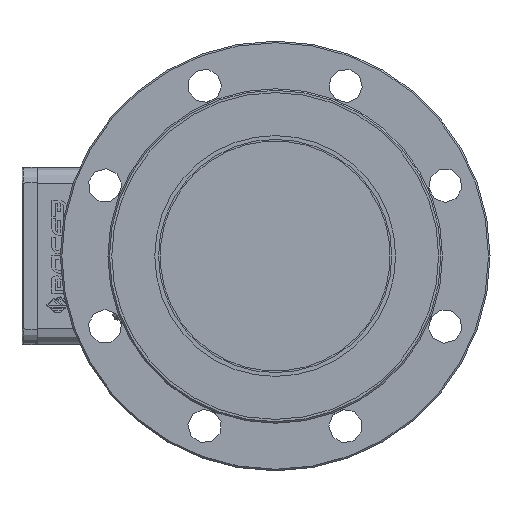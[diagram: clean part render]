
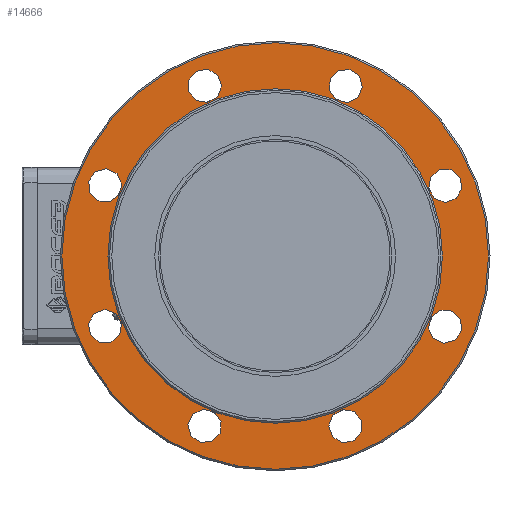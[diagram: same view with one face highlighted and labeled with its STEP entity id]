
A CAD part, left-side view. The second image highlights one B-rep face of the part: STEP entity #14666.
In plain terms, the highlighted planar face has unit normal (-1, 0, 0).
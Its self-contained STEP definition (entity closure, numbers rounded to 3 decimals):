
#136=FACE_BOUND('',#2259,.T.);
#137=FACE_BOUND('',#2260,.T.);
#138=FACE_BOUND('',#2261,.T.);
#139=FACE_BOUND('',#2262,.T.);
#140=FACE_BOUND('',#2263,.T.);
#141=FACE_BOUND('',#2264,.T.);
#142=FACE_BOUND('',#2265,.T.);
#143=FACE_BOUND('',#2266,.T.);
#144=FACE_BOUND('',#2267,.T.);
#145=FACE_BOUND('',#2268,.T.);
#146=FACE_BOUND('',#2269,.T.);
#147=FACE_BOUND('',#2270,.T.);
#148=FACE_BOUND('',#2271,.T.);
#149=FACE_BOUND('',#2272,.T.);
#150=FACE_BOUND('',#2273,.T.);
#151=FACE_BOUND('',#2274,.T.);
#152=FACE_BOUND('',#2275,.T.);
#430=CIRCLE('',#15599,11.);
#431=CIRCLE('',#15601,11.);
#432=CIRCLE('',#15603,11.);
#433=CIRCLE('',#15605,11.);
#434=CIRCLE('',#15607,11.);
#435=CIRCLE('',#15609,11.);
#436=CIRCLE('',#15611,11.);
#437=CIRCLE('',#15613,11.);
#460=CIRCLE('',#15655,139.);
#461=CIRCLE('',#15656,3.);
#462=CIRCLE('',#15657,99.);
#463=CIRCLE('',#15658,3.);
#464=CIRCLE('',#15659,3.);
#465=CIRCLE('',#15660,3.);
#466=CIRCLE('',#15661,3.);
#467=CIRCLE('',#15662,3.);
#468=CIRCLE('',#15663,3.);
#469=CIRCLE('',#15664,3.);
#1339=FACE_OUTER_BOUND('',#2258,.T.);
#2258=EDGE_LOOP('',(#9737));
#2259=EDGE_LOOP('',(#9738));
#2260=EDGE_LOOP('',(#9739));
#2261=EDGE_LOOP('',(#9740));
#2262=EDGE_LOOP('',(#9741));
#2263=EDGE_LOOP('',(#9742));
#2264=EDGE_LOOP('',(#9743));
#2265=EDGE_LOOP('',(#9744));
#2266=EDGE_LOOP('',(#9745));
#2267=EDGE_LOOP('',(#9746));
#2268=EDGE_LOOP('',(#9747));
#2269=EDGE_LOOP('',(#9748));
#2270=EDGE_LOOP('',(#9749));
#2271=EDGE_LOOP('',(#9750));
#2272=EDGE_LOOP('',(#9751));
#2273=EDGE_LOOP('',(#9752));
#2274=EDGE_LOOP('',(#9753));
#2275=EDGE_LOOP('',(#9754));
#6013=VERTEX_POINT('',#23636);
#6014=VERTEX_POINT('',#23639);
#6015=VERTEX_POINT('',#23642);
#6016=VERTEX_POINT('',#23645);
#6017=VERTEX_POINT('',#23648);
#6018=VERTEX_POINT('',#23651);
#6019=VERTEX_POINT('',#23654);
#6020=VERTEX_POINT('',#23657);
#6039=VERTEX_POINT('',#23722);
#6040=VERTEX_POINT('',#23724);
#6041=VERTEX_POINT('',#23726);
#6042=VERTEX_POINT('',#23728);
#6043=VERTEX_POINT('',#23730);
#6044=VERTEX_POINT('',#23732);
#6045=VERTEX_POINT('',#23734);
#6046=VERTEX_POINT('',#23736);
#6047=VERTEX_POINT('',#23738);
#6048=VERTEX_POINT('',#23740);
#7489=EDGE_CURVE('',#6013,#6013,#430,.F.);
#7490=EDGE_CURVE('',#6014,#6014,#431,.F.);
#7491=EDGE_CURVE('',#6015,#6015,#432,.F.);
#7492=EDGE_CURVE('',#6016,#6016,#433,.F.);
#7493=EDGE_CURVE('',#6017,#6017,#434,.F.);
#7494=EDGE_CURVE('',#6018,#6018,#435,.F.);
#7495=EDGE_CURVE('',#6019,#6019,#436,.F.);
#7496=EDGE_CURVE('',#6020,#6020,#437,.F.);
#7523=EDGE_CURVE('',#6039,#6039,#460,.T.);
#7524=EDGE_CURVE('',#6040,#6040,#461,.T.);
#7525=EDGE_CURVE('',#6041,#6041,#462,.T.);
#7526=EDGE_CURVE('',#6042,#6042,#463,.T.);
#7527=EDGE_CURVE('',#6043,#6043,#464,.T.);
#7528=EDGE_CURVE('',#6044,#6044,#465,.T.);
#7529=EDGE_CURVE('',#6045,#6045,#466,.T.);
#7530=EDGE_CURVE('',#6046,#6046,#467,.T.);
#7531=EDGE_CURVE('',#6047,#6047,#468,.T.);
#7532=EDGE_CURVE('',#6048,#6048,#469,.T.);
#9737=ORIENTED_EDGE('',*,*,#7523,.F.);
#9738=ORIENTED_EDGE('',*,*,#7524,.F.);
#9739=ORIENTED_EDGE('',*,*,#7489,.T.);
#9740=ORIENTED_EDGE('',*,*,#7490,.T.);
#9741=ORIENTED_EDGE('',*,*,#7491,.T.);
#9742=ORIENTED_EDGE('',*,*,#7492,.T.);
#9743=ORIENTED_EDGE('',*,*,#7525,.T.);
#9744=ORIENTED_EDGE('',*,*,#7493,.T.);
#9745=ORIENTED_EDGE('',*,*,#7494,.T.);
#9746=ORIENTED_EDGE('',*,*,#7495,.T.);
#9747=ORIENTED_EDGE('',*,*,#7496,.T.);
#9748=ORIENTED_EDGE('',*,*,#7526,.F.);
#9749=ORIENTED_EDGE('',*,*,#7527,.F.);
#9750=ORIENTED_EDGE('',*,*,#7528,.F.);
#9751=ORIENTED_EDGE('',*,*,#7529,.F.);
#9752=ORIENTED_EDGE('',*,*,#7530,.F.);
#9753=ORIENTED_EDGE('',*,*,#7531,.F.);
#9754=ORIENTED_EDGE('',*,*,#7532,.F.);
#13576=PLANE('',#15654);
#14666=ADVANCED_FACE('',(#1339,#136,#137,#138,#139,#140,#141,#142,#143,
#144,#145,#146,#147,#148,#149,#150,#151,#152),#13576,.T.);
#15599=AXIS2_PLACEMENT_3D('',#23637,#17317,#17318);
#15601=AXIS2_PLACEMENT_3D('',#23640,#17321,#17322);
#15603=AXIS2_PLACEMENT_3D('',#23643,#17325,#17326);
#15605=AXIS2_PLACEMENT_3D('',#23646,#17329,#17330);
#15607=AXIS2_PLACEMENT_3D('',#23649,#17333,#17334);
#15609=AXIS2_PLACEMENT_3D('',#23652,#17337,#17338);
#15611=AXIS2_PLACEMENT_3D('',#23655,#17341,#17342);
#15613=AXIS2_PLACEMENT_3D('',#23658,#17345,#17346);
#15654=AXIS2_PLACEMENT_3D('',#23721,#17431,#17432);
#15655=AXIS2_PLACEMENT_3D('',#23723,#17433,#17434);
#15656=AXIS2_PLACEMENT_3D('',#23725,#17435,#17436);
#15657=AXIS2_PLACEMENT_3D('',#23727,#17437,#17438);
#15658=AXIS2_PLACEMENT_3D('',#23729,#17439,#17440);
#15659=AXIS2_PLACEMENT_3D('',#23731,#17441,#17442);
#15660=AXIS2_PLACEMENT_3D('',#23733,#17443,#17444);
#15661=AXIS2_PLACEMENT_3D('',#23735,#17445,#17446);
#15662=AXIS2_PLACEMENT_3D('',#23737,#17447,#17448);
#15663=AXIS2_PLACEMENT_3D('',#23739,#17449,#17450);
#15664=AXIS2_PLACEMENT_3D('',#23741,#17451,#17452);
#17317=DIRECTION('center_axis',(-1.,0.,0.));
#17318=DIRECTION('ref_axis',(0.,0.707,-0.707));
#17321=DIRECTION('center_axis',(-1.,0.,0.));
#17322=DIRECTION('ref_axis',(0.,-0.707,-0.707));
#17325=DIRECTION('center_axis',(-1.,0.,0.));
#17326=DIRECTION('ref_axis',(0.,-0.707,0.707));
#17329=DIRECTION('center_axis',(-1.,0.,0.));
#17330=DIRECTION('ref_axis',(0.,0.,1.));
#17333=DIRECTION('center_axis',(-1.,0.,0.));
#17334=DIRECTION('ref_axis',(0.,0.707,0.707));
#17337=DIRECTION('center_axis',(-1.,0.,0.));
#17338=DIRECTION('ref_axis',(0.,-1.,0.));
#17341=DIRECTION('center_axis',(-1.,0.,0.));
#17342=DIRECTION('ref_axis',(0.,0.,-1.));
#17345=DIRECTION('center_axis',(-1.,0.,0.));
#17346=DIRECTION('ref_axis',(0.,1.,0.));
#17431=DIRECTION('center_axis',(-1.,0.,0.));
#17432=DIRECTION('ref_axis',(0.,1.,0.));
#17433=DIRECTION('center_axis',(1.,0.,0.));
#17434=DIRECTION('ref_axis',(0.,1.,0.));
#17435=DIRECTION('center_axis',(-1.,0.,0.));
#17436=DIRECTION('ref_axis',(0.,0.,1.));
#17437=DIRECTION('center_axis',(1.,0.,0.));
#17438=DIRECTION('ref_axis',(0.,1.,0.));
#17439=DIRECTION('center_axis',(-1.,0.,0.));
#17440=DIRECTION('ref_axis',(0.,-0.707,0.707));
#17441=DIRECTION('center_axis',(-1.,0.,0.));
#17442=DIRECTION('ref_axis',(0.,-1.,0.));
#17443=DIRECTION('center_axis',(-1.,0.,0.));
#17444=DIRECTION('ref_axis',(0.,-0.707,-0.707));
#17445=DIRECTION('center_axis',(-1.,0.,0.));
#17446=DIRECTION('ref_axis',(0.,0.,-1.));
#17447=DIRECTION('center_axis',(-1.,0.,0.));
#17448=DIRECTION('ref_axis',(0.,0.707,-0.707));
#17449=DIRECTION('center_axis',(-1.,0.,0.));
#17450=DIRECTION('ref_axis',(0.,1.,0.));
#17451=DIRECTION('center_axis',(-1.,0.,0.));
#17452=DIRECTION('ref_axis',(0.,0.707,0.707));
#23636=CARTESIAN_POINT('',(-132.,-103.087,-53.7));
#23637=CARTESIAN_POINT('Origin',(-132.,-110.866,-45.922));
#23639=CARTESIAN_POINT('',(-132.,-53.7,103.087));
#23640=CARTESIAN_POINT('Origin',(-132.,-45.922,110.866));
#23642=CARTESIAN_POINT('',(-132.,103.087,53.7));
#23643=CARTESIAN_POINT('Origin',(-132.,110.866,45.922));
#23645=CARTESIAN_POINT('',(-132.,110.866,-34.922));
#23646=CARTESIAN_POINT('Origin',(-132.,110.866,-45.922));
#23648=CARTESIAN_POINT('',(-132.,53.7,-103.087));
#23649=CARTESIAN_POINT('Origin',(-132.,45.922,-110.866));
#23651=CARTESIAN_POINT('',(-132.,34.922,110.866));
#23652=CARTESIAN_POINT('Origin',(-132.,45.922,110.866));
#23654=CARTESIAN_POINT('',(-132.,-110.866,34.922));
#23655=CARTESIAN_POINT('Origin',(-132.,-110.866,45.922));
#23657=CARTESIAN_POINT('',(-132.,-34.922,-110.866));
#23658=CARTESIAN_POINT('Origin',(-132.,-45.922,-110.866));
#23721=CARTESIAN_POINT('Origin',(-132.,0.,0.));
#23722=CARTESIAN_POINT('',(-132.,139.,0.));
#23723=CARTESIAN_POINT('Origin',(-132.,0.,0.));
#23724=CARTESIAN_POINT('',(-132.,104.,3.));
#23725=CARTESIAN_POINT('Origin',(-132.,104.,0.));
#23726=CARTESIAN_POINT('',(-132.,99.,0.));
#23727=CARTESIAN_POINT('Origin',(-132.,0.,0.));
#23728=CARTESIAN_POINT('',(-132.,71.418,75.66));
#23729=CARTESIAN_POINT('Origin',(-132.,73.539,73.539));
#23730=CARTESIAN_POINT('',(-132.,-3.,104.));
#23731=CARTESIAN_POINT('Origin',(-132.,0.,104.));
#23732=CARTESIAN_POINT('',(-132.,-75.66,71.418));
#23733=CARTESIAN_POINT('Origin',(-132.,-73.539,73.539));
#23734=CARTESIAN_POINT('',(-132.,-104.,-3.));
#23735=CARTESIAN_POINT('Origin',(-132.,-104.,0.));
#23736=CARTESIAN_POINT('',(-132.,-71.418,-75.66));
#23737=CARTESIAN_POINT('Origin',(-132.,-73.539,-73.539));
#23738=CARTESIAN_POINT('',(-132.,3.,-104.));
#23739=CARTESIAN_POINT('Origin',(-132.,0.,-104.));
#23740=CARTESIAN_POINT('',(-132.,75.66,-71.418));
#23741=CARTESIAN_POINT('Origin',(-132.,73.539,-73.539));
